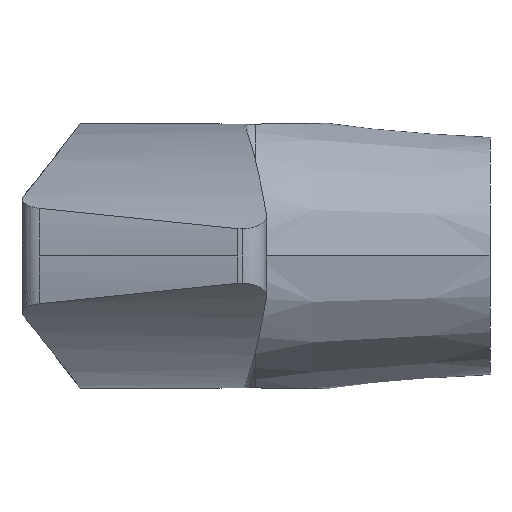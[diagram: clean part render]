
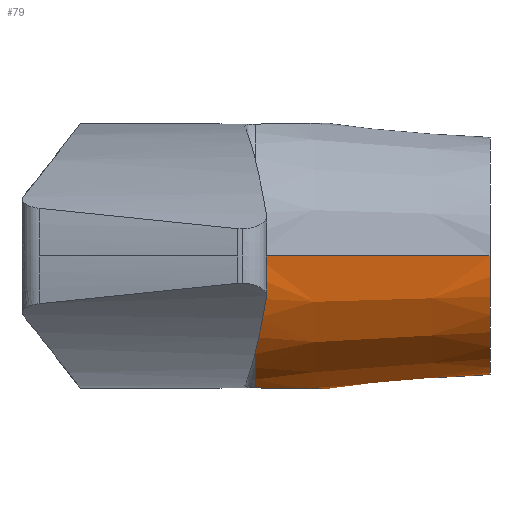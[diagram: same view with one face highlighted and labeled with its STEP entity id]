
A CAD part, left-side view. The second image highlights one B-rep face of the part: STEP entity #79.
In plain terms, the highlighted conical face has half-angle 5 degrees and reference radius 12.112 mm.
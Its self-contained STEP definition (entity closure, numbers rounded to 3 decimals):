
#79 = ADVANCED_FACE( '', ( #114 ), #115, .T. );
#114 = FACE_OUTER_BOUND( '', #175, .T. );
#115 = CONICAL_SURFACE( '', #176, 12.112, 0.087 );
#175 = EDGE_LOOP( '', ( #258, #259, #260, #261, #262, #263 ) );
#176 = AXIS2_PLACEMENT_3D( '', #264, #265, #266 );
#258 = ORIENTED_EDGE( '', *, *, #491, .F. );
#259 = ORIENTED_EDGE( '', *, *, #492, .T. );
#260 = ORIENTED_EDGE( '', *, *, #493, .F. );
#261 = ORIENTED_EDGE( '', *, *, #494, .F. );
#262 = ORIENTED_EDGE( '', *, *, #495, .T. );
#263 = ORIENTED_EDGE( '', *, *, #496, .F. );
#264 = CARTESIAN_POINT( '', ( 0., 11., 0. ) );
#265 = DIRECTION( '', ( 0., 1., 0. ) );
#266 = DIRECTION( '', ( 1., 0., 0. ) );
#491 = EDGE_CURVE( '', #585, #586, #587, .T. );
#492 = EDGE_CURVE( '', #585, #588, #589, .T. );
#493 = EDGE_CURVE( '', #590, #588, #591, .T. );
#494 = EDGE_CURVE( '', #592, #590, #593, .T. );
#495 = EDGE_CURVE( '', #592, #594, #595, .T. );
#496 = EDGE_CURVE( '', #586, #594, #596, .T. );
#585 = VERTEX_POINT( '', #784 );
#586 = VERTEX_POINT( '', #785 );
#587 = LINE( '', #786, #787 );
#588 = VERTEX_POINT( '', #788 );
#589 = CIRCLE( '', #789, 11.15 );
#590 = VERTEX_POINT( '', #790 );
#591 = LINE( '', #791, #792 );
#592 = VERTEX_POINT( '', #793 );
#593 = CIRCLE( '', #794, 13.075 );
#594 = VERTEX_POINT( '', #795 );
#595 = B_SPLINE_CURVE_WITH_KNOTS( '', 3, ( #796, #797, #798, #799, #800, #801, #802, #803, #804, #805, #806, #807, #808, #809, #810, #811, #812, #813, #814, #815, #816, #817, #818, #819, #820, #821, #822, #823, #824, #825, #826, #827, #828, #829 ), .UNSPECIFIED., .F., .F., ( 4, 2, 2, 2, 2, 2, 2, 2, 2, 2, 2, 2, 2, 2, 2, 2, 4 ), ( 1.021, 1.709, 3.419, 5.128, 5.983, 6.838, 7.785, 8.259, 8.733, 9.206, 9.68, 10.627, 11.482, 12.337, 14.046, 15.756, 16.444 ), .UNSPECIFIED. );
#596 = CIRCLE( '', #830, 13.075 );
#784 = CARTESIAN_POINT( '', ( 11.15, 0., 0. ) );
#785 = CARTESIAN_POINT( '', ( 13.075, 22., 0. ) );
#786 = CARTESIAN_POINT( '', ( 12.112, 11., 0. ) );
#787 = VECTOR( '', #1259, 1. );
#788 = CARTESIAN_POINT( '', ( -11.15, 0., 0. ) );
#789 = AXIS2_PLACEMENT_3D( '', #1260, #1261, #1262 );
#790 = CARTESIAN_POINT( '', ( -13.075, 22., 0. ) );
#791 = CARTESIAN_POINT( '', ( -12.112, 11., 0. ) );
#792 = VECTOR( '', #1263, 1. );
#793 = CARTESIAN_POINT( '', ( -4.15, 22., -12.399 ) );
#794 = AXIS2_PLACEMENT_3D( '', #1264, #1265, #1266 );
#795 = CARTESIAN_POINT( '', ( 4.15, 22., -12.399 ) );
#796 = CARTESIAN_POINT( '', ( -4.15, 22., -12.399 ) );
#797 = CARTESIAN_POINT( '', ( -4.076, 21.771, -12.402 ) );
#798 = CARTESIAN_POINT( '', ( -4., 21.54, -12.406 ) );
#799 = CARTESIAN_POINT( '', ( -3.725, 20.731, -12.419 ) );
#800 = CARTESIAN_POINT( '', ( -3.513, 20.147, -12.428 ) );
#801 = CARTESIAN_POINT( '', ( -3.052, 18.999, -12.446 ) );
#802 = CARTESIAN_POINT( '', ( -2.803, 18.436, -12.454 ) );
#803 = CARTESIAN_POINT( '', ( -2.391, 17.637, -12.466 ) );
#804 = CARTESIAN_POINT( '', ( -2.247, 17.378, -12.47 ) );
#805 = CARTESIAN_POINT( '', ( -1.94, 16.882, -12.478 ) );
#806 = CARTESIAN_POINT( '', ( -1.777, 16.644, -12.482 ) );
#807 = CARTESIAN_POINT( '', ( -1.399, 16.177, -12.489 ) );
#808 = CARTESIAN_POINT( '', ( -1.16, 15.926, -12.493 ) );
#809 = CARTESIAN_POINT( '', ( -0.754, 15.645, -12.497 ) );
#810 = CARTESIAN_POINT( '', ( -0.611, 15.567, -12.498 ) );
#811 = CARTESIAN_POINT( '', ( -0.313, 15.46, -12.5 ) );
#812 = CARTESIAN_POINT( '', ( -0.158, 15.431, -12.5 ) );
#813 = CARTESIAN_POINT( '', ( 0.158, 15.431, -12.5 ) );
#814 = CARTESIAN_POINT( '', ( 0.313, 15.46, -12.5 ) );
#815 = CARTESIAN_POINT( '', ( 0.611, 15.567, -12.498 ) );
#816 = CARTESIAN_POINT( '', ( 0.754, 15.645, -12.497 ) );
#817 = CARTESIAN_POINT( '', ( 1.16, 15.926, -12.493 ) );
#818 = CARTESIAN_POINT( '', ( 1.399, 16.177, -12.489 ) );
#819 = CARTESIAN_POINT( '', ( 1.777, 16.644, -12.482 ) );
#820 = CARTESIAN_POINT( '', ( 1.94, 16.882, -12.478 ) );
#821 = CARTESIAN_POINT( '', ( 2.247, 17.378, -12.47 ) );
#822 = CARTESIAN_POINT( '', ( 2.391, 17.637, -12.466 ) );
#823 = CARTESIAN_POINT( '', ( 2.803, 18.436, -12.454 ) );
#824 = CARTESIAN_POINT( '', ( 3.052, 18.999, -12.446 ) );
#825 = CARTESIAN_POINT( '', ( 3.513, 20.147, -12.428 ) );
#826 = CARTESIAN_POINT( '', ( 3.725, 20.731, -12.419 ) );
#827 = CARTESIAN_POINT( '', ( 4., 21.54, -12.406 ) );
#828 = CARTESIAN_POINT( '', ( 4.076, 21.771, -12.402 ) );
#829 = CARTESIAN_POINT( '', ( 4.15, 22., -12.399 ) );
#830 = AXIS2_PLACEMENT_3D( '', #1267, #1268, #1269 );
#1259 = DIRECTION( '', ( 0.087, 0.996, 0. ) );
#1260 = CARTESIAN_POINT( '', ( 0., 0., 0. ) );
#1261 = DIRECTION( '', ( 0., 1., 0. ) );
#1262 = DIRECTION( '', ( 1., 0., 0. ) );
#1263 = DIRECTION( '', ( 0.087, -0.996, 0. ) );
#1264 = CARTESIAN_POINT( '', ( 0., 22., 0. ) );
#1265 = DIRECTION( '', ( 0., 1., 0. ) );
#1266 = DIRECTION( '', ( 1., 0., 0. ) );
#1267 = CARTESIAN_POINT( '', ( 0., 22., 0. ) );
#1268 = DIRECTION( '', ( 0., 1., 0. ) );
#1269 = DIRECTION( '', ( 1., 0., 0. ) );
